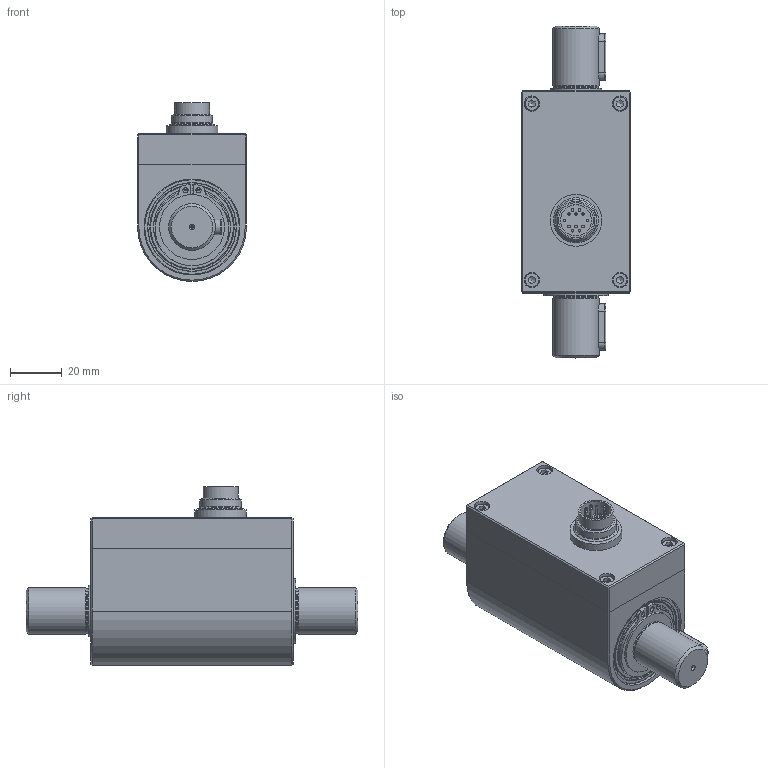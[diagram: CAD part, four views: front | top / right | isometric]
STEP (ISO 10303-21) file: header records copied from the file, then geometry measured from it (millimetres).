
FILE_DESCRIPTION( ( 'Unknown' ), '1' );
FILE_NAME( 'Dr20-100Nm.stp', 'Unknown', ( 'Unknown' ), ( 'Unknown' ), 'PSStep 17.0.49', 'Unknown', ' ' );
FILE_SCHEMA( ( 'AUTOMOTIVE_DESIGN { 1 0 10303 214 1 1 1 1 }' ) );
Length unit declared in the file: millimetre
Products named in the file (28): 1053-b02_doc-00053329; 1053-002_doc-00053323; Sicherungsring DIN 472-37x1,5-T1; INA-20x37x9-61904 2Z; 1053-b03_doc-00053368; 1053-005_doc-00053341; BOSS-DIN912_BN 272 M3x12; BOSS-DIN912_BN 272 M3x12-oa2; BOSS-DIN912_BN 272 M3x12-oa3; BOSS-DIN912_BN 272 M3x12-oa4; 2336-b01_doc-00057760; 2336-001_doc-00057749-oa0; Paßfeder A6x6x18 DIN 6885; Paßfeder A6x6x18 DIN 6885-oa1; INA-25x37x7-61805 2Z; Sicherungsring DIN 471-25x1,2-T1; Sicherungsring DIN 471-20x1,2-T1; Assem1; flanschstecker 12-polig serie 723; mutter m18x1,5_doc-00044769
Assembly tree (27 placements, depth 3):
  Assem1
    flanschstecker 12-polig serie 723
    mutter m18x1,5_doc-00044769
    1053-b02_doc-00053329
      1053-002_doc-00053323
      Sicherungsring DIN 472-37x1,5-T1
      INA-20x37x9-61904 2Z
      INA-20x37x9-61904 2Z
      INA-20x37x9-61904 2Z
      INA-20x37x9-61904 2Z
      INA-20x37x9-61904 2Z
    2336-b01_doc-00057760
      2336-001_doc-00057749-oa0
      Paßfeder A6x6x18 DIN 6885
      Paßfeder A6x6x18 DIN 6885-oa1
      INA-25x37x7-61805 2Z
      INA-25x37x7-61805 2Z
      INA-25x37x7-61805 2Z
      INA-25x37x7-61805 2Z
      INA-25x37x7-61805 2Z
      Sicherungsring DIN 471-25x1,2-T1
      Sicherungsring DIN 471-20x1,2-T1
    1053-b03_doc-00053368
      1053-005_doc-00053341
      BOSS-DIN912_BN 272 M3x12
      BOSS-DIN912_BN 272 M3x12-oa2
      BOSS-DIN912_BN 272 M3x12-oa3
      BOSS-DIN912_BN 272 M3x12-oa4
Bounding box: 42 x 128 x 69 mm (x, y, z)
Volume: 133167.4 mm3; surface area: 64558.7 mm2
Topology: 24 solids, 26 shells, 432 faces, 871 edges, 562 vertices
Faces by surface type: plane 190, cylinder 162, cone 40, torus 40
Full cylindrical faces by diameter (mm): 1 x26, 2 x4, 2.387 x4, 2.459 x4, 2.5 x2, 3 x8, 3.5 x4, 4.917 x4, 5.5 x4, 6 x4, 12 x1, 13.5 x1, 15 x1, 15.875 x1, 16.5 x1, 17 x2, 17.462 x1, 17.8 x1, 18 x3, 18.9 x1, 20 x5, 23.9 x1, 25 x3, 25.6 x2, 25.8 x2, 25.9 x2, 28.5 x2, 29.64 x2, 29.7 x2, 32.2 x2
Entity records: 14134 total; most frequent: DIRECTION 1906, CARTESIAN_POINT 1875, ORIENTED_EDGE 1244, AXIS2_PLACEMENT_3D 849, EDGE_LOOP 734, EDGE_CURVE 622, FACE_OUTER_BOUND 575, VERTEX_POINT 522
